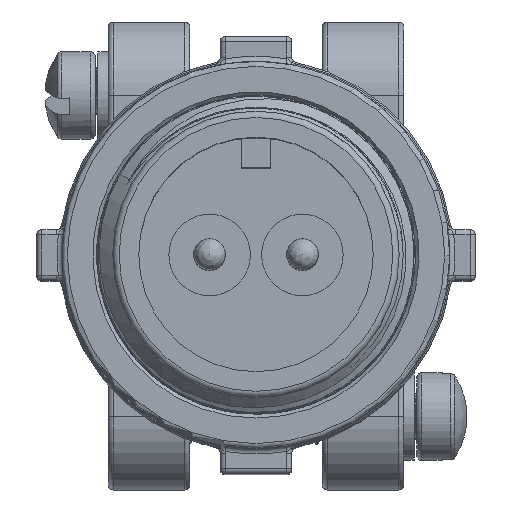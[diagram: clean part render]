
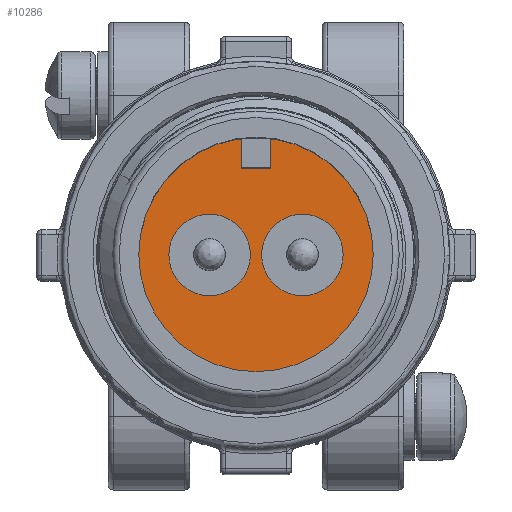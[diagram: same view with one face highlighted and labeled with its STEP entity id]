
A CAD part, top view. The second image highlights one B-rep face of the part: STEP entity #10286.
In plain terms, the highlighted planar face has unit normal (0, 0, 1).
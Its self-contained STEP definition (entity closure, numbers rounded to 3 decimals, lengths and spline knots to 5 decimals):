
#376=PLANE('',#11291);
#667=FACE_BOUND('',#2905,.T.);
#668=FACE_BOUND('',#2906,.T.);
#2059=FACE_OUTER_BOUND('',#2904,.T.);
#2904=EDGE_LOOP('',(#7656));
#2905=EDGE_LOOP('',(#7657));
#2906=EDGE_LOOP('',(#7658));
#3582=CIRCLE('',#11248,0.08);
#3587=CIRCLE('',#11256,0.08);
#3610=CIRCLE('',#11292,0.23);
#4415=VERTEX_POINT('',#36644);
#4420=VERTEX_POINT('',#36657);
#4465=VERTEX_POINT('',#43109);
#5504=EDGE_CURVE('',#4415,#4415,#3582,.T.);
#5509=EDGE_CURVE('',#4420,#4420,#3587,.T.);
#5574=EDGE_CURVE('',#4465,#4465,#3610,.T.);
#7656=ORIENTED_EDGE('',*,*,#5574,.F.);
#7657=ORIENTED_EDGE('',*,*,#5509,.T.);
#7658=ORIENTED_EDGE('',*,*,#5504,.T.);
#10286=ADVANCED_FACE('',(#2059,#667,#668),#376,.T.);
#11248=AXIS2_PLACEMENT_3D('',#36645,#13336,#13337);
#11256=AXIS2_PLACEMENT_3D('',#36658,#13352,#13353);
#11291=AXIS2_PLACEMENT_3D('',#43108,#13426,#13427);
#11292=AXIS2_PLACEMENT_3D('',#43110,#13428,#13429);
#13336=DIRECTION('center_axis',(0.,0.,
-1.));
#13337=DIRECTION('ref_axis',(-1.,0.,0.));
#13352=DIRECTION('center_axis',(0.,0.,
-1.));
#13353=DIRECTION('ref_axis',(1.,0.,0.));
#13426=DIRECTION('center_axis',(0.,0.,
1.));
#13427=DIRECTION('ref_axis',(0.,-1.,0.));
#13428=DIRECTION('center_axis',(0.,0.,
-1.));
#13429=DIRECTION('ref_axis',(1.,0.,0.));
#36644=CARTESIAN_POINT('',(0.171,0.,0.0265));
#36645=CARTESIAN_POINT('Origin',(0.091,0.,0.0265));
#36657=CARTESIAN_POINT('',(-0.171,0.,0.0265));
#36658=CARTESIAN_POINT('Origin',(-0.091,0.,0.0265));
#43108=CARTESIAN_POINT('Origin',(0.115,0.,0.0265));
#43109=CARTESIAN_POINT('',(0.23,0.,0.0265));
#43110=CARTESIAN_POINT('Origin',(0.,0.,
0.0265));
